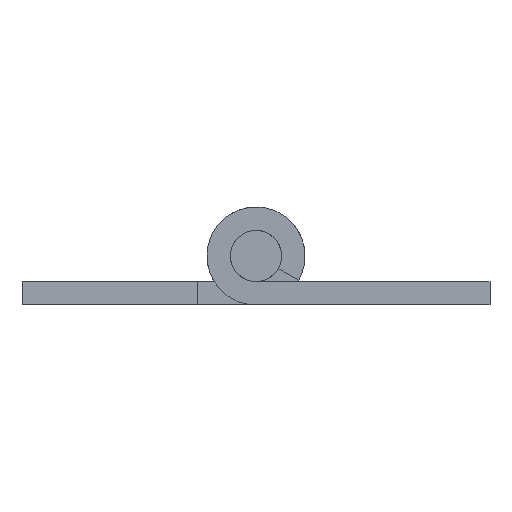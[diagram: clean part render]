
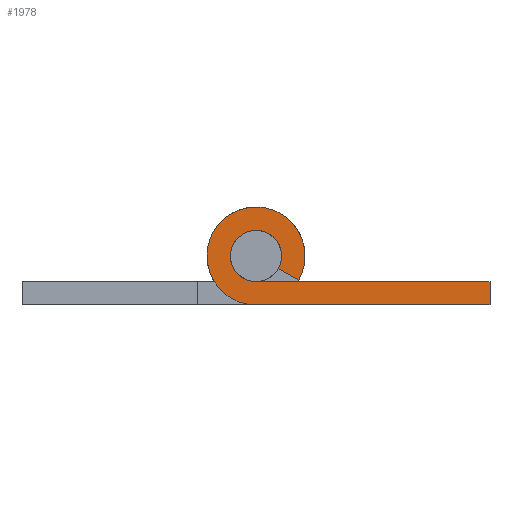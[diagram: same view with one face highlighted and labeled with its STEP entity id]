
A CAD part, front view. The second image highlights one B-rep face of the part: STEP entity #1978.
In plain terms, the highlighted planar face has unit normal (0, -1, 0).
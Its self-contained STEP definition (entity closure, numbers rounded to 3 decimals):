
#324 = CARTESIAN_POINT ( 'NONE',  ( 16., -13.4, -1.75 ) ) ;
#389 = CARTESIAN_POINT ( 'NONE',  ( 0., -13.4, 0. ) ) ;
#439 = CARTESIAN_POINT ( 'NONE',  ( 0., -13.4, -1.75 ) ) ;
#632 = VERTEX_POINT ( 'NONE', #9021 ) ;
#780 = ORIENTED_EDGE ( 'NONE', *, *, #4232, .T. ) ;
#804 = CARTESIAN_POINT ( 'NONE',  ( 0., -13.4, 0. ) ) ;
#1333 = VECTOR ( 'NONE', #4162, 1000. ) ;
#1421 = EDGE_CURVE ( 'NONE', #2777, #3817, #4016, .T. ) ;
#1422 = CARTESIAN_POINT ( 'NONE',  ( 2.915, -13.4, -1.65 ) ) ;
#1491 = DIRECTION ( 'NONE',  ( -1., 0., 0. ) ) ;
#1507 = DIRECTION ( 'NONE',  ( 0., 0., -1. ) ) ;
#1659 = EDGE_CURVE ( 'NONE', #632, #5300, #3242, .T. ) ;
#1812 = DIRECTION ( 'NONE',  ( 0., 0., -1. ) ) ;
#1971 = ORIENTED_EDGE ( 'NONE', *, *, #1659, .T. ) ;
#1978 = ADVANCED_FACE ( 'NONE', ( #8218 ), #7345, .T. ) ;
#2244 = AXIS2_PLACEMENT_3D ( 'NONE', #7916, #3561, #8645 ) ;
#2337 = VECTOR ( 'NONE', #8607, 1000. ) ;
#2494 = CARTESIAN_POINT ( 'NONE',  ( 0., -13.4, -3.35 ) ) ;
#2682 = CARTESIAN_POINT ( 'NONE',  ( 1.523, -13.4, -0.862 ) ) ;
#2777 = VERTEX_POINT ( 'NONE', #3219 ) ;
#2913 = CARTESIAN_POINT ( 'NONE',  ( 16., -13.4, -1.75 ) ) ;
#3219 = CARTESIAN_POINT ( 'NONE',  ( 16., -13.4, -3.35 ) ) ;
#3242 = LINE ( 'NONE', #2682, #1333 ) ;
#3561 = DIRECTION ( 'NONE',  ( 0., 1., 0. ) ) ;
#3817 = VERTEX_POINT ( 'NONE', #324 ) ;
#3840 = LINE ( 'NONE', #2494, #5093 ) ;
#3981 = EDGE_LOOP ( 'NONE', ( #8987, #8666, #4748, #1971, #780, #6938 ) ) ;
#4016 = LINE ( 'NONE', #5842, #2337 ) ;
#4162 = DIRECTION ( 'NONE',  ( 0.87, 0., -0.493 ) ) ;
#4232 = EDGE_CURVE ( 'NONE', #5300, #6110, #8267, .T. ) ;
#4604 = LINE ( 'NONE', #2913, #6329 ) ;
#4748 = ORIENTED_EDGE ( 'NONE', *, *, #6263, .T. ) ;
#4872 = VERTEX_POINT ( 'NONE', #439 ) ;
#5093 = VECTOR ( 'NONE', #8278, 1000. ) ;
#5300 = VERTEX_POINT ( 'NONE', #1422 ) ;
#5616 = EDGE_CURVE ( 'NONE', #6110, #2777, #3840, .T. ) ;
#5624 = AXIS2_PLACEMENT_3D ( 'NONE', #804, #5833, #1507 ) ;
#5833 = DIRECTION ( 'NONE',  ( 0., -1., 0. ) ) ;
#5842 = CARTESIAN_POINT ( 'NONE',  ( 16., -13.4, -3.35 ) ) ;
#6066 = AXIS2_PLACEMENT_3D ( 'NONE', #389, #8301, #1812 ) ;
#6110 = VERTEX_POINT ( 'NONE', #8459 ) ;
#6263 = EDGE_CURVE ( 'NONE', #4872, #632, #7593, .T. ) ;
#6329 = VECTOR ( 'NONE', #1491, 1000. ) ;
#6938 = ORIENTED_EDGE ( 'NONE', *, *, #5616, .T. ) ;
#7345 = PLANE ( 'NONE',  #6066 ) ;
#7593 = CIRCLE ( 'NONE', #2244, 1.75 ) ;
#7660 = EDGE_CURVE ( 'NONE', #3817, #4872, #4604, .T. ) ;
#7916 = CARTESIAN_POINT ( 'NONE',  ( 0., -13.4, 0. ) ) ;
#8218 = FACE_OUTER_BOUND ( 'NONE', #3981, .T. ) ;
#8267 = CIRCLE ( 'NONE', #5624, 3.35 ) ;
#8278 = DIRECTION ( 'NONE',  ( 1., 0., 0. ) ) ;
#8301 = DIRECTION ( 'NONE',  ( 0., -1., 0. ) ) ;
#8459 = CARTESIAN_POINT ( 'NONE',  ( 0., -13.4, -3.35 ) ) ;
#8607 = DIRECTION ( 'NONE',  ( 0., 0., 1. ) ) ;
#8645 = DIRECTION ( 'NONE',  ( 0., 0., -1. ) ) ;
#8666 = ORIENTED_EDGE ( 'NONE', *, *, #7660, .T. ) ;
#8987 = ORIENTED_EDGE ( 'NONE', *, *, #1421, .T. ) ;
#9021 = CARTESIAN_POINT ( 'NONE',  ( 1.523, -13.4, -0.862 ) ) ;
